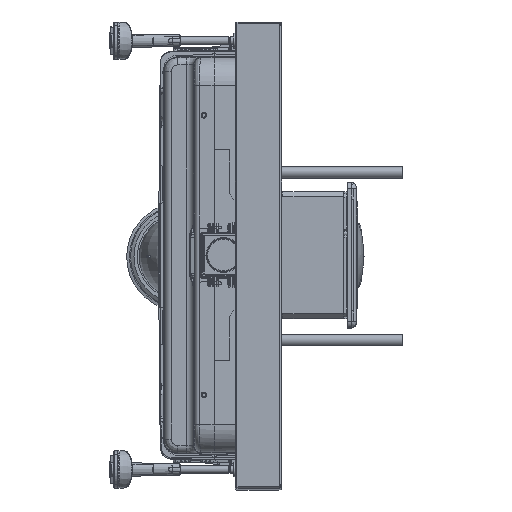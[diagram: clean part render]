
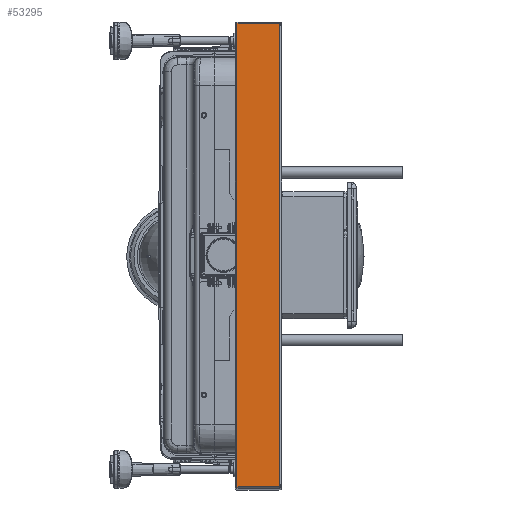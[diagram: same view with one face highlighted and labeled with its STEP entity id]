
A CAD part, top view. The second image highlights one B-rep face of the part: STEP entity #53295.
In plain terms, the highlighted planar face has unit normal (0, 0, 1).
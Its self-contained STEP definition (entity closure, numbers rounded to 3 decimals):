
#3189=LINE('',#76473,#7239);
#3190=LINE('',#76479,#7240);
#3191=LINE('',#76481,#7241);
#3192=LINE('',#76483,#7242);
#7239=VECTOR('',#62174,1000.);
#7240=VECTOR('',#62181,1000.);
#7241=VECTOR('',#62182,1000.);
#7242=VECTOR('',#62183,1000.);
#13615=ORIENTED_EDGE('',*,*,#26903,.T.);
#13616=ORIENTED_EDGE('',*,*,#26900,.F.);
#13617=ORIENTED_EDGE('',*,*,#26904,.T.);
#13618=ORIENTED_EDGE('',*,*,#26905,.T.);
#26900=EDGE_CURVE('',#37029,#37030,#3189,.T.);
#26903=EDGE_CURVE('',#37031,#37030,#3190,.T.);
#26904=EDGE_CURVE('',#37029,#37032,#3191,.T.);
#26905=EDGE_CURVE('',#37032,#37031,#3192,.T.);
#37029=VERTEX_POINT('',#76474);
#37030=VERTEX_POINT('',#76475);
#37031=VERTEX_POINT('',#76480);
#37032=VERTEX_POINT('',#76482);
#47493=EDGE_LOOP('',(#13615,#13616,#13617,#13618));
#49956=FACE_BOUND('',#47493,.T.);
#52394=PLANE('',#56944);
#53295=ADVANCED_FACE('',(#49956),#52394,.T.);
#56944=AXIS2_PLACEMENT_3D('',#76478,#62179,#62180);
#62174=DIRECTION('',(-1.,0.,0.));
#62179=DIRECTION('',(0.,0.,1.));
#62180=DIRECTION('',(0.,1.,0.));
#62181=DIRECTION('',(0.,-1.,0.));
#62182=DIRECTION('',(0.,1.,0.));
#62183=DIRECTION('',(-1.,0.,0.));
#76473=CARTESIAN_POINT('',(0.,-248.4,1165.));
#76474=CARTESIAN_POINT('',(-2.,-248.4,1165.));
#76475=CARTESIAN_POINT('',(-48.,-248.4,1165.));
#76478=CARTESIAN_POINT('',(0.,-250.,1165.));
#76479=CARTESIAN_POINT('',(-48.,0.,1165.));
#76480=CARTESIAN_POINT('',(-48.,248.4,1165.));
#76481=CARTESIAN_POINT('',(-2.,-248.4,1165.));
#76482=CARTESIAN_POINT('',(-2.,248.4,1165.));
#76483=CARTESIAN_POINT('',(0.,248.4,1165.));
